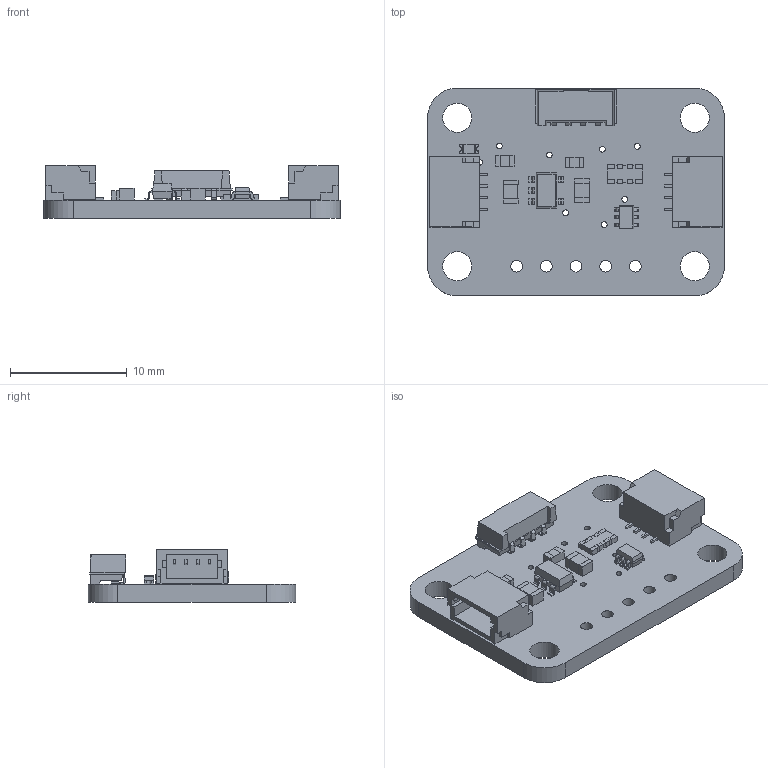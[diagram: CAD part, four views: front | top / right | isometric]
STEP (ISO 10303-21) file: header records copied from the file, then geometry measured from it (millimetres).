
FILE_DESCRIPTION(/* description */ (''),/* implementation_level */ '2;1');
FILE_NAME(/* name */ 'PCB Component.step',/* time_stamp */ '2022-10-12T13:00:02-04:00',/* author */ (''),/* organization */ (''),/* preprocessor_version */ 'ST-DEVELOPER v19',/* originating_system */ 'Autodesk Translation Framework v11.7.0.108',/* authorisation */ '');
FILE_SCHEMA (('AUTOMOTIVE_DESIGN { 1 0 10303 214 3 1 1 }'));
Length unit declared in the file: millimetre
Products named in the file (10): PCB Component; Board; 10uF; AP2112K-3.3; 47K; 4.7K; BSS138; STEMMA_I2C_QT; GREEN; VEML7700
Assembly tree (12 placements, depth 2):
  PCB Component
    Board
    10uF  x2
    AP2112K-3.3
    47K  x2
    4.7K
    BSS138
    STEMMA_I2C_QT  x2
    GREEN
    VEML7700
Bounding box: 25.4 x 17.78 x 4.53 mm (x, y, z)
Volume: 806.6 mm3; surface area: 1599.7 mm2
Topology: 16 solids, 16 shells, 653 faces, 1755 edges, 1144 vertices
Faces by surface type: plane 558, cylinder 91, bspline 4
Full cylindrical faces by diameter (mm): 0.483 x4, 0.5 x10, 1 x5, 2.5 x4
Entity records: 17511 total; most frequent: CARTESIAN_POINT 2999, ORIENTED_EDGE 2878, DIRECTION 2737, EDGE_CURVE 1439, LINE 1249, VECTOR 1249, VERTEX_POINT 934, AXIS2_PLACEMENT_3D 744
